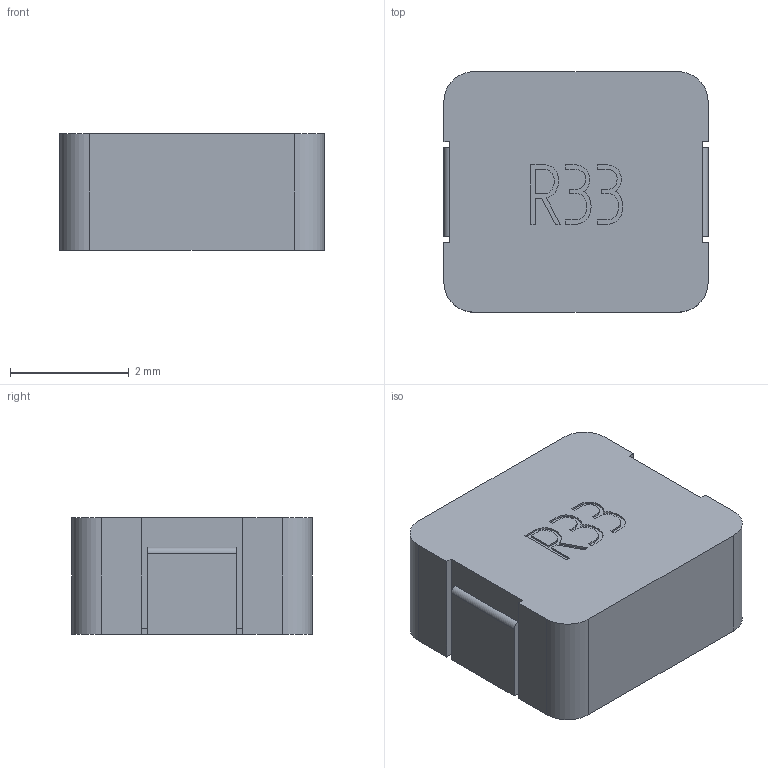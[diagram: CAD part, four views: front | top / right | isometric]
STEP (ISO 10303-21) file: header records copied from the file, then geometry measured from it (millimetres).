
FILE_DESCRIPTION(/* description */ ('Unknown'),/* implementation_level */ '2;1');
FILE_NAME(/* name */ 'HM72L-0420',/* time_stamp */ '2021-12-15T16:36:56+08:00',/* author */ ('Unknown'),/* organization */ ('Unknown'),/* preprocessor_version */ 'ST-DEVELOPER v16.7',/* originating_system */ 'Solid Edge',/* authorisation */ 'Unknown');
FILE_SCHEMA (('AUTOMOTIVE_DESIGN {1 0 10303 214 3 1 1}'));
Length unit declared in the file: millimetre
Products named in the file (1): HM72L-0420XXLF - Page11
Bounding box: 4.45 x 4.05 x 1.97 mm (x, y, z)
Volume: 34.8 mm3; surface area: 70.1 mm2
Topology: 1 solids, 1 shells, 66 faces, 180 edges, 120 vertices
Faces by surface type: plane 47, bspline 13, cylinder 6
Entity records: 2946 total; most frequent: CARTESIAN_POINT 890, ORIENTED_EDGE 360, DIRECTION 260, EDGE_CURVE 180, LINE 128, VECTOR 128, VERTEX_POINT 120, EDGE_LOOP 70
